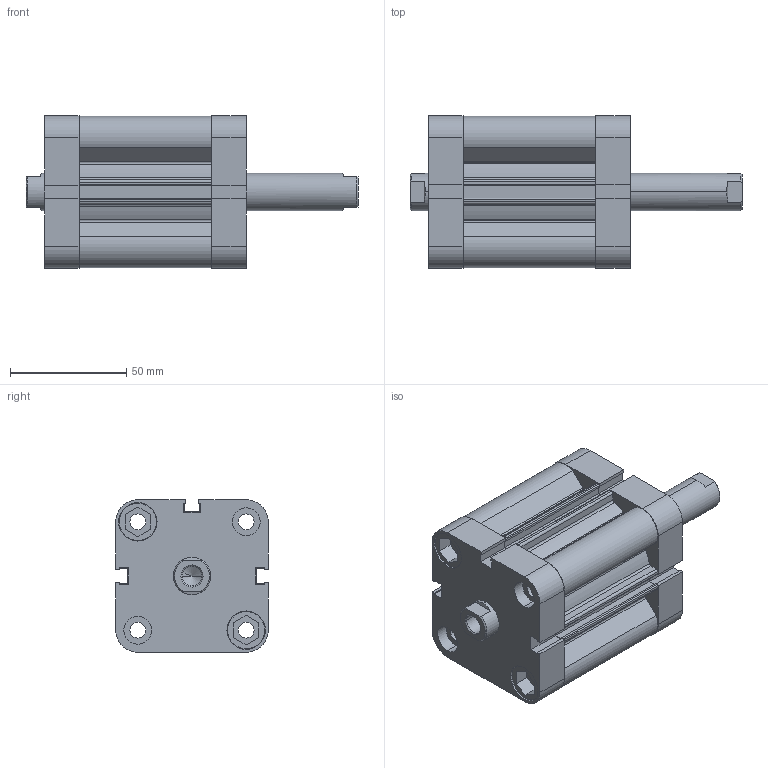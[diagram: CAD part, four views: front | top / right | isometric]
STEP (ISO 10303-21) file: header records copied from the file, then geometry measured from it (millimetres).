
FILE_DESCRIPTION (( 'STEP AP214' ), '1' );
FILE_NAME ('KCD-50-40-CYLINDER.STEP', '2013-07-24T12:09:55', ( '' ), ( '' ), 'SwSTEP 2.0', 'SolidWorks 2010', '' );
FILE_SCHEMA (( 'AUTOMOTIVE_DESIGN' ));
Length unit declared in the file: millimetre
Products named in the file (4): KCD  50  烰 KAPAK; KCD 50 M尳; KCD  50  BORU_Varsayýlan; KCD-50-40-CYLINDER
Assembly tree (4 placements, depth 2):
  KCD-50-40-CYLINDER
    KCD  50  烰 KAPAK  x2
    KCD 50 M尳
    KCD  50  BORU_Varsayýlan
Bounding box: 142.5 x 65.5 x 65.5 mm (x, y, z)
Volume: 226389.5 mm3; surface area: 84329.3 mm2
Topology: 4 solids, 4 shells, 316 faces, 846 edges, 558 vertices
Faces by surface type: plane 170, cylinder 130, cone 16
Entity records: 7702 total; most frequent: CARTESIAN_POINT 1331, DIRECTION 1300, ORIENTED_EDGE 1256, EDGE_CURVE 628, AXIS2_PLACEMENT_3D 449, VERTEX_POINT 416, LINE 402, VECTOR 402
